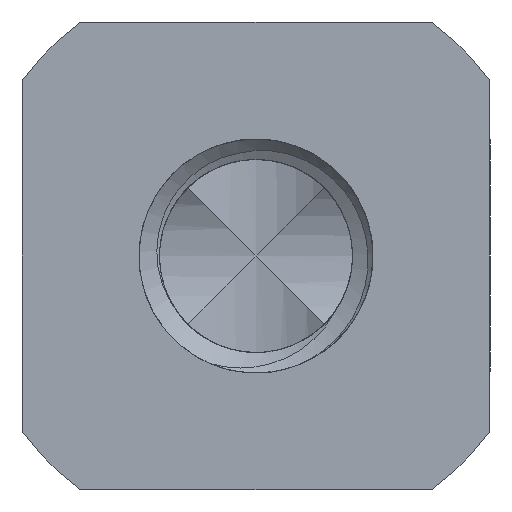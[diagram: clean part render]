
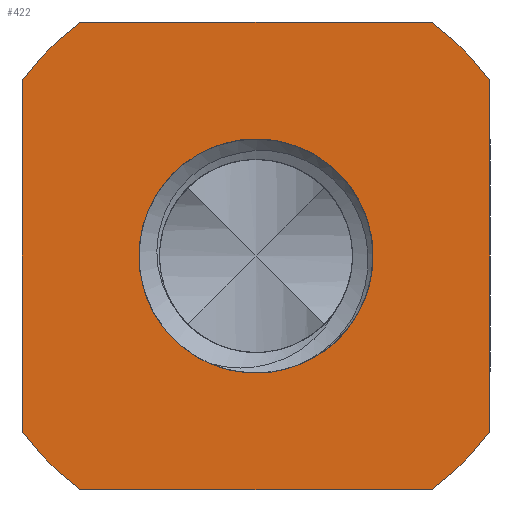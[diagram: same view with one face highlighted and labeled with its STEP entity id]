
A CAD part, front view. The second image highlights one B-rep face of the part: STEP entity #422.
In plain terms, the highlighted planar face has unit normal (0, -1, 0).
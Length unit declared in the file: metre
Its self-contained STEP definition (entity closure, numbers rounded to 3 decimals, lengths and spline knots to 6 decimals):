
#422 = ADVANCED_FACE( 'NONE', ( #1082, #1083 ), #1084, .F. );
#1082 = FACE_OUTER_BOUND( '', #2255, .T. );
#1083 = FACE_BOUND( '', #2256, .T. );
#1084 = PLANE( '', #2257 );
#2255 = EDGE_LOOP( '', ( #4820, #4821, #4822, #4823, #4824, #4825, #4826, #4827 ) );
#2256 = EDGE_LOOP( '', ( #4828, #4829 ) );
#2257 = AXIS2_PLACEMENT_3D( '', #4830, #4831, #4832 );
#4820 = ORIENTED_EDGE( '', *, *, #6592, .F. );
#4821 = ORIENTED_EDGE( '', *, *, #6644, .F. );
#4822 = ORIENTED_EDGE( '', *, *, #6645, .F. );
#4823 = ORIENTED_EDGE( '', *, *, #6646, .F. );
#4824 = ORIENTED_EDGE( '', *, *, #6266, .T. );
#4825 = ORIENTED_EDGE( '', *, *, #6001, .F. );
#4826 = ORIENTED_EDGE( '', *, *, #6563, .T. );
#4827 = ORIENTED_EDGE( '', *, *, #6647, .F. );
#4828 = ORIENTED_EDGE( '', *, *, #6648, .T. );
#4829 = ORIENTED_EDGE( '', *, *, #6649, .T. );
#4830 = CARTESIAN_POINT( '', ( 0., -0.004, 0. ) );
#4831 = DIRECTION( '', ( 0., 1., 0. ) );
#4832 = DIRECTION( '', ( 1., 0., 0. ) );
#6001 = EDGE_CURVE( 'NONE', #6981, #6982, #6983, .T. );
#6266 = EDGE_CURVE( 'NONE', #7445, #6982, #7446, .T. );
#6563 = EDGE_CURVE( 'NONE', #6981, #7956, #7957, .T. );
#6592 = EDGE_CURVE( 'NONE', #8007, #8008, #8009, .T. );
#6644 = EDGE_CURVE( 'NONE', #8104, #8007, #8105, .T. );
#6645 = EDGE_CURVE( 'NONE', #8106, #8104, #8107, .T. );
#6646 = EDGE_CURVE( 'NONE', #7445, #8106, #8108, .T. );
#6647 = EDGE_CURVE( 'NONE', #8008, #7956, #8109, .T. );
#6648 = EDGE_CURVE( 'NONE', #7073, #8110, #8111, .T. );
#6649 = EDGE_CURVE( 'NONE', #8110, #7073, #8112, .T. );
#6981 = VERTEX_POINT( 'NONE', #8612 );
#6982 = VERTEX_POINT( 'NONE', #8613 );
#6983 = CIRCLE( '', #8614, 0.005 );
#7073 = VERTEX_POINT( 'NONE', #8805 );
#7445 = VERTEX_POINT( 'NONE', #10115 );
#7446 = LINE( '', #10116, #10117 );
#7956 = VERTEX_POINT( 'NONE', #11732 );
#7957 = LINE( '', #11733, #11734 );
#8007 = VERTEX_POINT( 'NONE', #11792 );
#8008 = VERTEX_POINT( 'NONE', #11793 );
#8009 = LINE( '', #11794, #11795 );
#8104 = VERTEX_POINT( 'NONE', #12283 );
#8105 = CIRCLE( '', #12284, 0.005 );
#8106 = VERTEX_POINT( 'NONE', #12285 );
#8107 = LINE( '', #12286, #12287 );
#8108 = CIRCLE( '', #12288, 0.005 );
#8109 = CIRCLE( '', #12289, 0.005 );
#8110 = VERTEX_POINT( 'NONE', #12290 );
#8111 = CIRCLE( '', #12291, 0.002 );
#8112 = CIRCLE( '', #12292, 0.002 );
#8612 = CARTESIAN_POINT( '', ( 0.004, -0.004, -0.003 ) );
#8613 = CARTESIAN_POINT( '', ( 0.003, -0.004, -0.004 ) );
#8614 = AXIS2_PLACEMENT_3D( '', #13695, #13696, #13697 );
#8805 = CARTESIAN_POINT( '', ( 0.000733, -0.004, -0.001861 ) );
#10115 = CARTESIAN_POINT( '', ( -0.003, -0.004, -0.004 ) );
#10116 = CARTESIAN_POINT( '', ( 0., -0.004, -0.004 ) );
#10117 = VECTOR( '', #14035, 1. );
#11732 = CARTESIAN_POINT( '', ( 0.004, -0.004, 0.003 ) );
#11733 = CARTESIAN_POINT( '', ( 0.004, -0.004, 0. ) );
#11734 = VECTOR( '', #14491, 1. );
#11792 = CARTESIAN_POINT( '', ( -0.003, -0.004, 0.004 ) );
#11793 = CARTESIAN_POINT( '', ( 0.003, -0.004, 0.004 ) );
#11794 = CARTESIAN_POINT( '', ( 0., -0.004, 0.004 ) );
#11795 = VECTOR( '', #14557, 1. );
#12283 = CARTESIAN_POINT( '', ( -0.004, -0.004, 0.003 ) );
#12284 = AXIS2_PLACEMENT_3D( '', #14606, #14607, #14608 );
#12285 = CARTESIAN_POINT( '', ( -0.004, -0.004, -0.003 ) );
#12286 = CARTESIAN_POINT( '', ( -0.004, -0.004, 0. ) );
#12287 = VECTOR( '', #14609, 1. );
#12288 = AXIS2_PLACEMENT_3D( '', #14610, #14611, #14612 );
#12289 = AXIS2_PLACEMENT_3D( '', #14613, #14614, #14615 );
#12290 = CARTESIAN_POINT( '', ( -0.000782, -0.004, -0.001841 ) );
#12291 = AXIS2_PLACEMENT_3D( '', #14616, #14617, #14618 );
#12292 = AXIS2_PLACEMENT_3D( '', #14619, #14620, #14621 );
#13695 = CARTESIAN_POINT( '', ( 0., -0.004, 0. ) );
#13696 = DIRECTION( '', ( 0., 1., 0. ) );
#13697 = DIRECTION( '', ( 0., 0., 1. ) );
#14035 = DIRECTION( '', ( 1., 0., 0. ) );
#14491 = DIRECTION( '', ( 0., 0., 1. ) );
#14557 = DIRECTION( '', ( 1., 0., 0. ) );
#14606 = CARTESIAN_POINT( '', ( 0., -0.004, 0. ) );
#14607 = DIRECTION( '', ( 0., 1., 0. ) );
#14608 = DIRECTION( '', ( 0., 0., 1. ) );
#14609 = DIRECTION( '', ( 0., 0., 1. ) );
#14610 = CARTESIAN_POINT( '', ( 0., -0.004, 0. ) );
#14611 = DIRECTION( '', ( 0., 1., 0. ) );
#14612 = DIRECTION( '', ( 0., 0., 1. ) );
#14613 = CARTESIAN_POINT( '', ( 0., -0.004, 0. ) );
#14614 = DIRECTION( '', ( 0., 1., 0. ) );
#14615 = DIRECTION( '', ( 0., 0., 1. ) );
#14616 = CARTESIAN_POINT( '', ( 0., -0.004, 0. ) );
#14617 = DIRECTION( '', ( 0., 1., 0. ) );
#14618 = DIRECTION( '', ( 0., 0., 1. ) );
#14619 = CARTESIAN_POINT( '', ( 0., -0.004, 0. ) );
#14620 = DIRECTION( '', ( 0., 1., 0. ) );
#14621 = DIRECTION( '', ( 0., 0., 1. ) );
